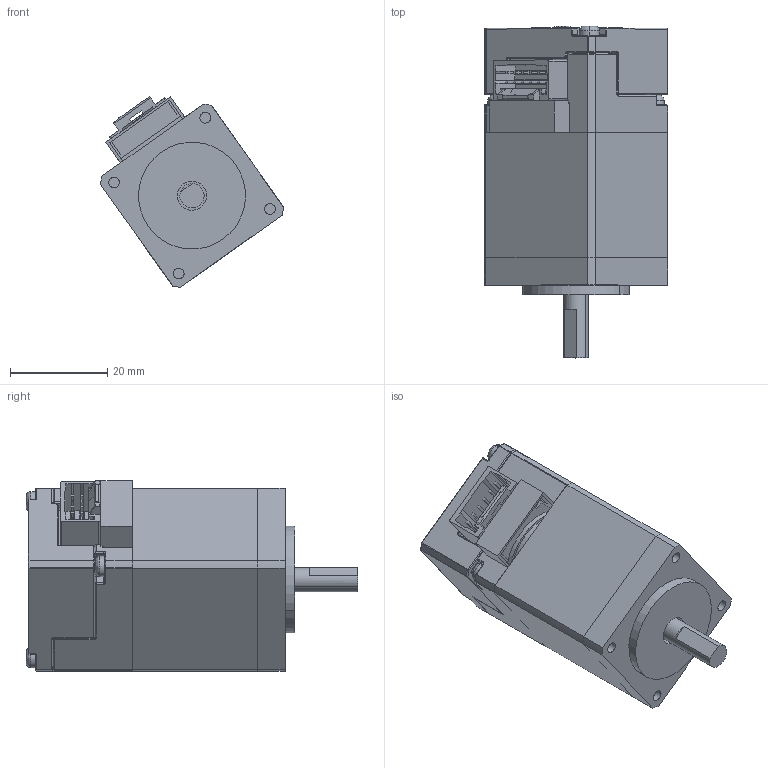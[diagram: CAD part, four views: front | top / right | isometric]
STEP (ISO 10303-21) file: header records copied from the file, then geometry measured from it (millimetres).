
FILE_DESCRIPTION (( 'STEP AP214' ), '1' );
FILE_NAME ('ss11棠晤萇儂軞傖-2唳.STEP', '2014-09-16T07:30:48', ( '' ), ( '' ), 'SwSTEP 2.0', 'SolidWorks 2014', '' );
FILE_SCHEMA (( 'AUTOMOTIVE_DESIGN' ));
Length unit declared in the file: millimetre
Products named in the file (10): M2x65; PCB誘裔; 11萇儂隅赽-6-2唳; 11粣-6-2唳; 晤鎢ん傷裔-儂樓馱; ss11电机后端盖-机加工13.7; SS11-PCB-2013-8-26; 5018761240-2013-8-26; 11萇儂ヶ傷裔-6; ss11棠晤萇儂軞傖-2唳
Assembly tree (12 placements, depth 2):
  ss11棠晤萇儂軞傖-2唳
    11萇儂ヶ傷裔-6
    5018761240-2013-8-26
    SS11-PCB-2013-8-26
    ss11电机后端盖-机加工13.7
    晤鎢ん傷裔-儂樓馱
    11粣-6-2唳
    11萇儂隅赽-6-2唳
    PCB誘裔
    M2x65  x4
Bounding box: 37.7 x 68.3 x 39.22 mm (x, y, z)
Volume: 32447.9 mm3; surface area: 21698 mm2
Topology: 12 solids, 12 shells, 1333 faces, 3497 edges, 2207 vertices
Faces by surface type: plane 789, cylinder 332, torus 88, bspline 73, sphere 47, cone 4
Entity records: 41249 total; most frequent: CARTESIAN_POINT 9764, ORIENTED_EDGE 6542, DIRECTION 6261, EDGE_CURVE 3271, LINE 2345, VECTOR 2345, VERTEX_POINT 2079, AXIS2_PLACEMENT_3D 1958
